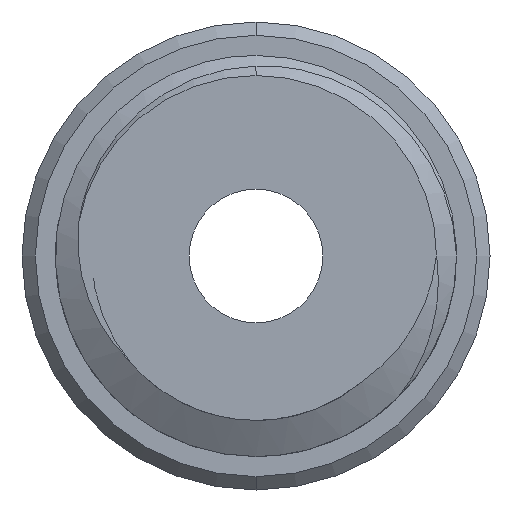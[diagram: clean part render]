
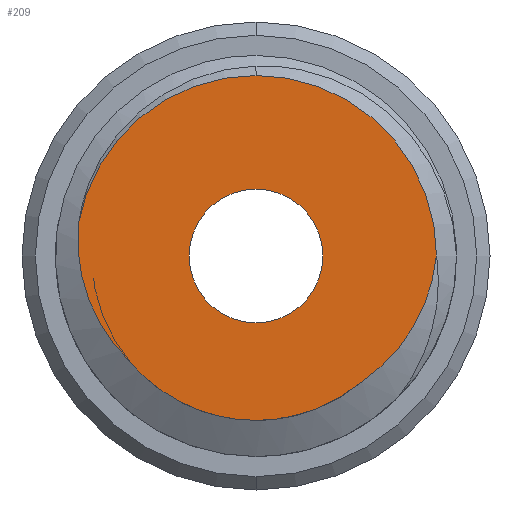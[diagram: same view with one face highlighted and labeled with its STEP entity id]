
A CAD part, front view. The second image highlights one B-rep face of the part: STEP entity #209.
In plain terms, the highlighted planar face has unit normal (0, -1, 0).
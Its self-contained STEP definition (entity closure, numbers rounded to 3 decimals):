
#6 = CARTESIAN_POINT ( 'NONE',  ( -2.687, 0., 0.086 ) ) ;
#39 = CARTESIAN_POINT ( 'NONE',  ( 1., 0., 0. ) ) ;
#50 = PLANE ( 'NONE',  #263 ) ;
#82 = ORIENTED_EDGE ( 'NONE', *, *, #994, .T. ) ;
#104 = CARTESIAN_POINT ( 'NONE',  ( 1.89, 0., -1.645 ) ) ;
#117 = CARTESIAN_POINT ( 'NONE',  ( 1.748, 0., -1.769 ) ) ;
#191 = CARTESIAN_POINT ( 'NONE',  ( -2.66, 0., 0.463 ) ) ;
#197 = EDGE_CURVE ( 'NONE', #221, #214, #1007, .T. ) ;
#209 = ADVANCED_FACE ( 'NONE', ( #453, #585 ), #50, .F. ) ;
#213 = CARTESIAN_POINT ( 'NONE',  ( -2.013, 0., -1.46 ) ) ;
#214 = VERTEX_POINT ( 'NONE', #1381 ) ;
#217 = ORIENTED_EDGE ( 'NONE', *, *, #2161, .T. ) ;
#221 = VERTEX_POINT ( 'NONE', #1544 ) ;
#241 = EDGE_LOOP ( 'NONE', ( #217, #966 ) ) ;
#242 = DIRECTION ( 'NONE',  ( 0., 0., 1. ) ) ;
#263 = AXIS2_PLACEMENT_3D ( 'NONE', #39, #1152, #1885 ) ;
#276 = CARTESIAN_POINT ( 'NONE',  ( 0.439, 0., -2.425 ) ) ;
#303 = CARTESIAN_POINT ( 'NONE',  ( 0., 0., -1. ) ) ;
#331 = CARTESIAN_POINT ( 'NONE',  ( -1.654, 0., -1.826 ) ) ;
#342 = AXIS2_PLACEMENT_3D ( 'NONE', #2284, #2109, #996 ) ;
#367 = CARTESIAN_POINT ( 'NONE',  ( 0., 0., 0. ) ) ;
#417 = VERTEX_POINT ( 'NONE', #1227 ) ;
#433 = CARTESIAN_POINT ( 'NONE',  ( 0., 0., 0. ) ) ;
#453 = FACE_OUTER_BOUND ( 'NONE', #590, .T. ) ;
#499 = CIRCLE ( 'NONE', #1979, 1. ) ;
#520 = CARTESIAN_POINT ( 'NONE',  ( -0.831, 0., -2.32 ) ) ;
#522 = VERTEX_POINT ( 'NONE', #798 ) ;
#557 = CARTESIAN_POINT ( 'NONE',  ( -2.135, 0., -1.315 ) ) ;
#585 = FACE_BOUND ( 'NONE', #241, .T. ) ;
#590 = EDGE_LOOP ( 'NONE', ( #758, #2056, #82, #888, #2388, #1640 ) ) ;
#635 = CARTESIAN_POINT ( 'NONE',  ( 2.147, 0., -1.369 ) ) ;
#659 = CARTESIAN_POINT ( 'NONE',  ( 1.344, 0., -2.085 ) ) ;
#674 = EDGE_CURVE ( 'NONE', #417, #1103, #2280, .T. ) ;
#723 = CIRCLE ( 'NONE', #2017, 2.7 ) ;
#727 = VERTEX_POINT ( 'NONE', #1379 ) ;
#744 = CARTESIAN_POINT ( 'NONE',  ( -1.874, 0., -1.591 ) ) ;
#758 = ORIENTED_EDGE ( 'NONE', *, *, #1986, .F. ) ;
#782 = CARTESIAN_POINT ( 'NONE',  ( -1.874, 0., -1.591 ) ) ;
#798 = CARTESIAN_POINT ( 'NONE',  ( 1.591, 0., -1.874 ) ) ;
#840 = CARTESIAN_POINT ( 'NONE',  ( 1.591, 0., -1.874 ) ) ;
#855 = CARTESIAN_POINT ( 'NONE',  ( 2.64, 0., -0.37 ) ) ;
#888 = ORIENTED_EDGE ( 'NONE', *, *, #197, .T. ) ;
#891 = EDGE_CURVE ( 'NONE', #522, #1815, #1075, .T. ) ;
#961 = AXIS2_PLACEMENT_3D ( 'NONE', #433, #1919, #242 ) ;
#966 = ORIENTED_EDGE ( 'NONE', *, *, #1802, .T. ) ;
#967 = EDGE_CURVE ( 'NONE', #1815, #214, #1955, .T. ) ;
#994 = EDGE_CURVE ( 'NONE', #1103, #221, #723, .T. ) ;
#996 = DIRECTION ( 'NONE',  ( 0., 0., 1. ) ) ;
#1007 = CIRCLE ( 'NONE', #342, 2.7 ) ;
#1023 = CARTESIAN_POINT ( 'NONE',  ( 0.119, 0., -2.461 ) ) ;
#1075 = B_SPLINE_CURVE_WITH_KNOTS ( 'NONE', 3,
 ( #1212, #659, #1949, #1088, #276, #1023, #2021, #1760, #1594, #520, #2376, #1264, #2008, #331, #1891, #1855 ),
 .UNSPECIFIED., .F., .F.,
 ( 4, 2, 2, 2, 2, 2, 2, 4 ),
 ( 0., 0.001, 0.001, 0.002, 0.002, 0.003, 0.003, 0.004 ),
 .UNSPECIFIED. ) ;
#1088 = CARTESIAN_POINT ( 'NONE',  ( 0.598, 0., -2.39 ) ) ;
#1103 = VERTEX_POINT ( 'NONE', #2135 ) ;
#1152 = DIRECTION ( 'NONE',  ( 0., 1., 0. ) ) ;
#1212 = CARTESIAN_POINT ( 'NONE',  ( 1.591, 0., -1.874 ) ) ;
#1227 = CARTESIAN_POINT ( 'NONE',  ( 2.697, 0., 0. ) ) ;
#1236 = CARTESIAN_POINT ( 'NONE',  ( 2.697, 0., 0. ) ) ;
#1264 = CARTESIAN_POINT ( 'NONE',  ( -1.267, 0., -2.113 ) ) ;
#1302 = CARTESIAN_POINT ( 'NONE',  ( -2.433, 0., -0.829 ) ) ;
#1333 = DIRECTION ( 'NONE',  ( 0., 0., 1. ) ) ;
#1367 = CARTESIAN_POINT ( 'NONE',  ( 1., 0., 0. ) ) ;
#1379 = CARTESIAN_POINT ( 'NONE',  ( 0., 0., 1. ) ) ;
#1381 = CARTESIAN_POINT ( 'NONE',  ( -2.66, 0., 0.463 ) ) ;
#1387 = DIRECTION ( 'NONE',  ( 0., 1., 0. ) ) ;
#1402 = CIRCLE ( 'NONE', #961, 1. ) ;
#1416 = CARTESIAN_POINT ( 'NONE',  ( 2.258, 0., -1.22 ) ) ;
#1528 = DIRECTION ( 'NONE',  ( 1., 0., 0. ) ) ;
#1544 = CARTESIAN_POINT ( 'NONE',  ( 0., 0., 2.7 ) ) ;
#1569 = CARTESIAN_POINT ( 'NONE',  ( 2.447, 0., -0.899 ) ) ;
#1576 = DIRECTION ( 'NONE',  ( 0., 0., 1. ) ) ;
#1589 = VECTOR ( 'NONE', #1528, 1000. ) ;
#1594 = CARTESIAN_POINT ( 'NONE',  ( -0.523, 0., -2.408 ) ) ;
#1631 = B_SPLINE_CURVE_WITH_KNOTS ( 'NONE', 3,
 ( #1236, #2120, #855, #1793, #1569, #1416, #635, #104, #117, #840 ),
 .UNSPECIFIED., .F., .F.,
 ( 4, 2, 2, 2, 4 ),
 ( 0., 0.001, 0.001, 0.002, 0.002 ),
 .UNSPECIFIED. ) ;
#1640 = ORIENTED_EDGE ( 'NONE', *, *, #891, .F. ) ;
#1705 = DIRECTION ( 'NONE',  ( 0., -1., 0. ) ) ;
#1760 = CARTESIAN_POINT ( 'NONE',  ( -0.362, 0., -2.437 ) ) ;
#1793 = CARTESIAN_POINT ( 'NONE',  ( 2.525, 0., -0.725 ) ) ;
#1802 = EDGE_CURVE ( 'NONE', #2035, #727, #499, .T. ) ;
#1815 = VERTEX_POINT ( 'NONE', #782 ) ;
#1855 = CARTESIAN_POINT ( 'NONE',  ( -1.874, 0., -1.591 ) ) ;
#1885 = DIRECTION ( 'NONE',  ( 0., 0., 1. ) ) ;
#1891 = CARTESIAN_POINT ( 'NONE',  ( -1.769, 0., -1.715 ) ) ;
#1919 = DIRECTION ( 'NONE',  ( 0., 1., 0. ) ) ;
#1949 = CARTESIAN_POINT ( 'NONE',  ( 1.056, 0., -2.244 ) ) ;
#1955 = B_SPLINE_CURVE_WITH_KNOTS ( 'NONE', 3,
 ( #744, #213, #557, #2420, #1302, #2076, #6, #191 ),
 .UNSPECIFIED., .F., .F.,
 ( 4, 2, 2, 4 ),
 ( 0., 0.001, 0.001, 0.002 ),
 .UNSPECIFIED. ) ;
#1979 = AXIS2_PLACEMENT_3D ( 'NONE', #2317, #1387, #1576 ) ;
#1986 = EDGE_CURVE ( 'NONE', #417, #522, #1631, .T. ) ;
#2008 = CARTESIAN_POINT ( 'NONE',  ( -1.404, 0., -2.025 ) ) ;
#2017 = AXIS2_PLACEMENT_3D ( 'NONE', #367, #1705, #1333 ) ;
#2021 = CARTESIAN_POINT ( 'NONE',  ( -0.042, 0., -2.464 ) ) ;
#2035 = VERTEX_POINT ( 'NONE', #303 ) ;
#2056 = ORIENTED_EDGE ( 'NONE', *, *, #674, .T. ) ;
#2076 = CARTESIAN_POINT ( 'NONE',  ( -2.634, 0., -0.3 ) ) ;
#2109 = DIRECTION ( 'NONE',  ( 0., -1., 0. ) ) ;
#2120 = CARTESIAN_POINT ( 'NONE',  ( 2.679, 0., -0.188 ) ) ;
#2135 = CARTESIAN_POINT ( 'NONE',  ( 2.7, 0., 0. ) ) ;
#2161 = EDGE_CURVE ( 'NONE', #727, #2035, #1402, .T. ) ;
#2280 = LINE ( 'NONE', #1367, #1589 ) ;
#2284 = CARTESIAN_POINT ( 'NONE',  ( 0., 0., 0. ) ) ;
#2317 = CARTESIAN_POINT ( 'NONE',  ( 0., 0., 0. ) ) ;
#2376 = CARTESIAN_POINT ( 'NONE',  ( -0.98, 0., -2.261 ) ) ;
#2388 = ORIENTED_EDGE ( 'NONE', *, *, #967, .F. ) ;
#2420 = CARTESIAN_POINT ( 'NONE',  ( -2.345, 0., -1.001 ) ) ;
